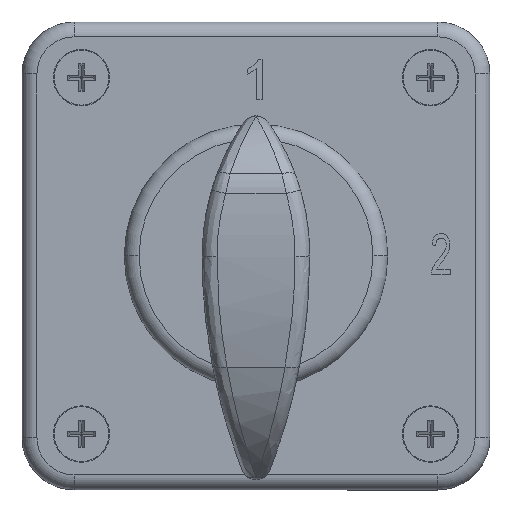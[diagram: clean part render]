
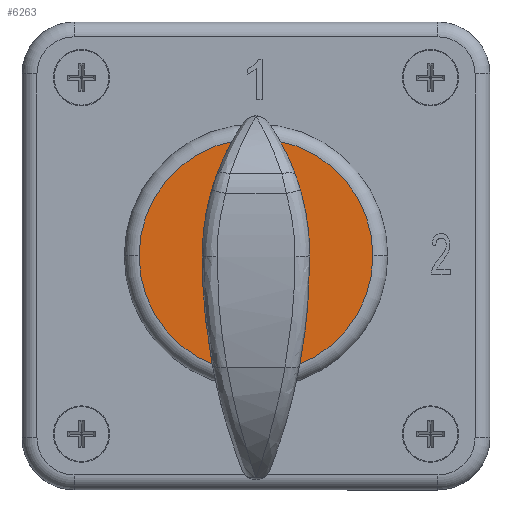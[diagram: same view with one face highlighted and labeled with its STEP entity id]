
A CAD part, top view. The second image highlights one B-rep face of the part: STEP entity #6263.
In plain terms, the highlighted planar face has unit normal (0, 0, 1).
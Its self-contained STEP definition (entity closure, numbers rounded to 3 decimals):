
#373 = PLANE ( 'NONE',  #1105 ) ;
#484 = AXIS2_PLACEMENT_3D ( 'NONE', #4028, #10356, #4916 ) ;
#790 = CIRCLE ( 'NONE', #484, 15.75 ) ;
#1063 = VERTEX_POINT ( 'NONE', #7990 ) ;
#1105 = AXIS2_PLACEMENT_3D ( 'NONE', #11030, #6509, #1297 ) ;
#1139 = AXIS2_PLACEMENT_3D ( 'NONE', #4709, #10994, #5577 ) ;
#1297 = DIRECTION ( 'NONE',  ( 1., 0., 0. ) ) ;
#2365 = CIRCLE ( 'NONE', #1139, 15.75 ) ;
#3682 = CARTESIAN_POINT ( 'NONE',  ( -15.75, 0., 17.2 ) ) ;
#4028 = CARTESIAN_POINT ( 'NONE',  ( 0., 0., 17.2 ) ) ;
#4709 = CARTESIAN_POINT ( 'NONE',  ( 0., 0., 17.2 ) ) ;
#4916 = DIRECTION ( 'NONE',  ( 1., 0., 0. ) ) ;
#5577 = DIRECTION ( 'NONE',  ( 1., 0., 0. ) ) ;
#5916 = EDGE_LOOP ( 'NONE', ( #10723, #7580 ) ) ;
#6231 = EDGE_CURVE ( 'NONE', #1063, #6558, #2365, .T. ) ;
#6263 = ADVANCED_FACE ( 'NONE', ( #8622 ), #373, .T. ) ;
#6509 = DIRECTION ( 'NONE',  ( 0., 0., 1. ) ) ;
#6558 = VERTEX_POINT ( 'NONE', #3682 ) ;
#7405 = EDGE_CURVE ( 'NONE', #6558, #1063, #790, .T. ) ;
#7580 = ORIENTED_EDGE ( 'NONE', *, *, #7405, .T. ) ;
#7990 = CARTESIAN_POINT ( 'NONE',  ( 15.75, 0., 17.2 ) ) ;
#8622 = FACE_OUTER_BOUND ( 'NONE', #5916, .T. ) ;
#10356 = DIRECTION ( 'NONE',  ( 0., 0., 1. ) ) ;
#10723 = ORIENTED_EDGE ( 'NONE', *, *, #6231, .T. ) ;
#10994 = DIRECTION ( 'NONE',  ( 0., 0., 1. ) ) ;
#11030 = CARTESIAN_POINT ( 'NONE',  ( 0., 0., 17.2 ) ) ;
